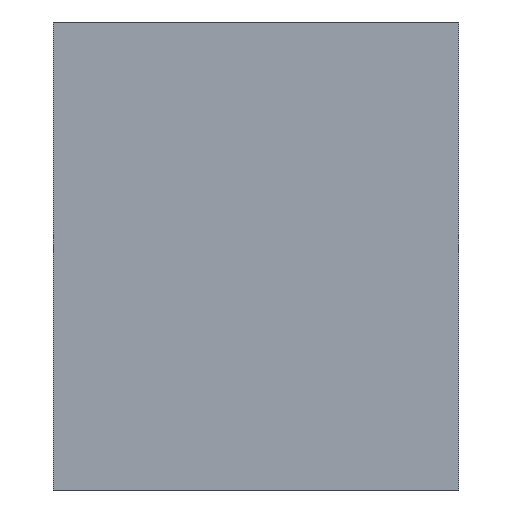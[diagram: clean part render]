
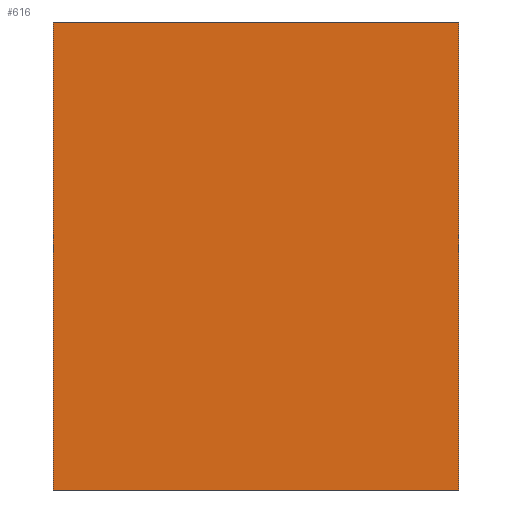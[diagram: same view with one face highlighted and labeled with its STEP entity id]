
A CAD part, left-side view. The second image highlights one B-rep face of the part: STEP entity #616.
In plain terms, the highlighted planar face has unit normal (-1, 0, 0).
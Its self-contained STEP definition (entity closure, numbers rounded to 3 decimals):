
#23 = CARTESIAN_POINT ( 'NONE',  ( -0.3, 0., 0.15 ) ) ;
#34 = LINE ( 'NONE', #23, #702 ) ;
#71 = AXIS2_PLACEMENT_3D ( 'NONE', #964, #203, #701 ) ;
#99 = VERTEX_POINT ( 'NONE', #811 ) ;
#127 = FACE_OUTER_BOUND ( 'NONE', #792, .T. ) ;
#202 = VERTEX_POINT ( 'NONE', #226 ) ;
#203 = DIRECTION ( 'NONE',  ( 1., 0., 0. ) ) ;
#226 = CARTESIAN_POINT ( 'NONE',  ( -0.3, 0., -0.15 ) ) ;
#339 = CARTESIAN_POINT ( 'NONE',  ( -0.3, 0., 0.15 ) ) ;
#343 = LINE ( 'NONE', #683, #450 ) ;
#350 = DIRECTION ( 'NONE',  ( 0., -1., 0. ) ) ;
#356 = CARTESIAN_POINT ( 'NONE',  ( -0.3, 0., -0.15 ) ) ;
#378 = ORIENTED_EDGE ( 'NONE', *, *, #768, .T. ) ;
#415 = LINE ( 'NONE', #339, #938 ) ;
#424 = VERTEX_POINT ( 'NONE', #507 ) ;
#450 = VECTOR ( 'NONE', #943, 1000. ) ;
#507 = CARTESIAN_POINT ( 'NONE',  ( -0.3, 0.26, 0.15 ) ) ;
#513 = EDGE_CURVE ( 'NONE', #99, #202, #415, .T. ) ;
#519 = EDGE_CURVE ( 'NONE', #424, #544, #343, .T. ) ;
#544 = VERTEX_POINT ( 'NONE', #636 ) ;
#607 = LINE ( 'NONE', #356, #632 ) ;
#616 = ADVANCED_FACE ( 'NONE', ( #127 ), #800, .F. ) ;
#632 = VECTOR ( 'NONE', #1036, 1000. ) ;
#636 = CARTESIAN_POINT ( 'NONE',  ( -0.3, 0.26, -0.15 ) ) ;
#679 = DIRECTION ( 'NONE',  ( 0., 0., -1. ) ) ;
#683 = CARTESIAN_POINT ( 'NONE',  ( -0.3, 0.26, 0.15 ) ) ;
#701 = DIRECTION ( 'NONE',  ( 0., 0., -1. ) ) ;
#702 = VECTOR ( 'NONE', #350, 1000. ) ;
#768 = EDGE_CURVE ( 'NONE', #544, #202, #607, .T. ) ;
#792 = EDGE_LOOP ( 'NONE', ( #378, #867, #1061, #1091 ) ) ;
#800 = PLANE ( 'NONE',  #71 ) ;
#811 = CARTESIAN_POINT ( 'NONE',  ( -0.3, 0., 0.15 ) ) ;
#843 = EDGE_CURVE ( 'NONE', #424, #99, #34, .T. ) ;
#867 = ORIENTED_EDGE ( 'NONE', *, *, #513, .F. ) ;
#938 = VECTOR ( 'NONE', #679, 1000. ) ;
#943 = DIRECTION ( 'NONE',  ( 0., 0., -1. ) ) ;
#964 = CARTESIAN_POINT ( 'NONE',  ( -0.3, 0., 0.15 ) ) ;
#1036 = DIRECTION ( 'NONE',  ( 0., -1., 0. ) ) ;
#1061 = ORIENTED_EDGE ( 'NONE', *, *, #843, .F. ) ;
#1091 = ORIENTED_EDGE ( 'NONE', *, *, #519, .T. ) ;
